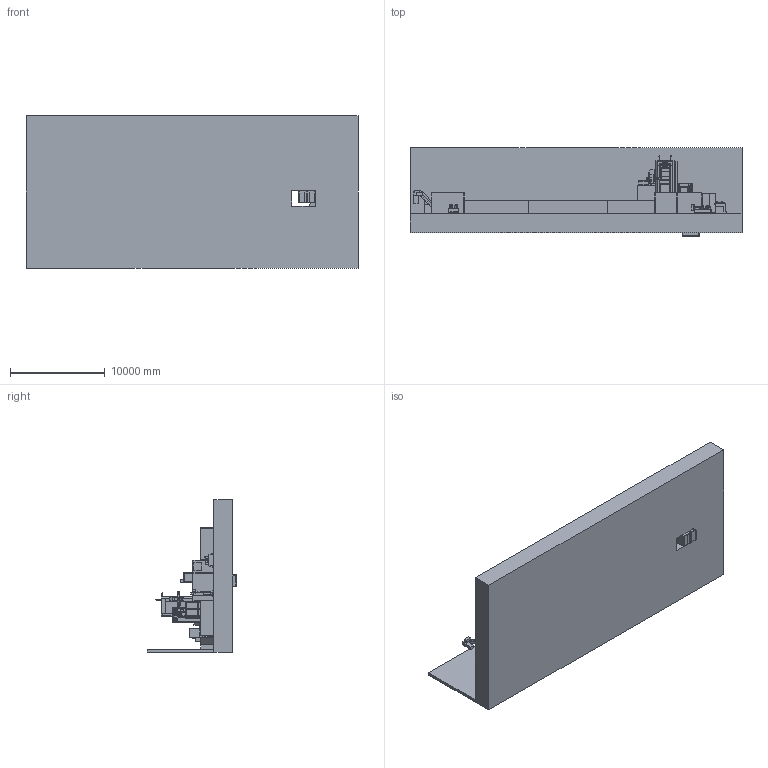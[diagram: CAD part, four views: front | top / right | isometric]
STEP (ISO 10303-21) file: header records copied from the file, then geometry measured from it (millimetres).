
FILE_DESCRIPTION (( 'STEP AP214' ), '1' );
FILE_NAME ('LAYOUT SPEEDMILL PMS V2.0.step', '2024-10-21T09:53:40', ( '' ), ( '' ), 'SwSTEP 2.0', 'SolidWorks 2023', '' );
FILE_SCHEMA (( 'AUTOMOTIVE_DESIGN' ));
Length unit declared in the file: millimetre
Products named in the file (46): S003085_Lato PO - Inf. 2-3; S003172; S003514_ISO 50 - RIPOSO; S003305; LAYOUT SPEEDMILL PMS V2.0; S002839_PROLUNGA (L=300); S003497_TM 120 - 130; S000047; S003303_DEFAULT; S002835_X=20000; S003484_NO CARTERATURA; S003489_MDD Z=1600; S002085; S002839_CARRINO (L=700); S003505_TM 5 RUOTE ISO 50; S002841; S002945_default; S001576_DEFAULT<A macchina>; S003085_Lato TM - Inf. 2-3 5R; S000887; S003174_Y=3500; S001769; S003502_TM 2R  H3050; S000885_L=895; S001560_3 (2+1) POSTI; S001726_SPEEDMILL 2000-3000; S003307_DEFAULT; S002727_INTERASSE=1000; S002121_CORSA V=0; B=0°; S002735_L=23000; S003353_RETE; S003527; S002726_ATC con utensili orizzontali; S002481_ANTE APERTE; S003512_MILLING - LUNGA; S003498_TM 120-130; S001725_DRW6 (A = 0°); S001767_CORSA V=1500; S003495_Y=3500; S002846_X=20000 ...
Assembly tree (45 placements, depth 4):
  LAYOUT SPEEDMILL PMS V2.0
    S003527
    S003532_X=MIN; Y=MIN; Z=MIN; W=MIN
      S002735_L=23000
      S002846_X=20000
      S002835_X=20000
      S002736_X=16000..30000
      S003545_Y=3500
      S002841
      S003495_Y=3500
      S002839_PROLUNGA (L=300)
      S002839_CARRINO (L=700)
      S003484_NO CARTERATURA
      S003489_MDD Z=1600
      S003505_TM 5 RUOTE ISO 50
      S003172
      S003502_TM 2R  H3050
      S003174_Y=3500
      S002740_PEDANA RITRATTA - PORTE CHIUSE
      S003085_Lato TM - Inf. 2-3 5R
      S003085_Lato PO - Inf. 2-3
      S003498_TM 120-130
        S003497_TM 120 - 130
      S003514_ISO 50 - RIPOSO
        S003512_MILLING - LUNGA
        S002726_ATC con utensili orizzontali
        S002727_INTERASSE=1000
    S001560_3 (2+1) POSTI
    S003305
    S003353_RETE
    S003303_DEFAULT
    S003307_DEFAULT
    S002121_CORSA V=0; B=0°
      S001767_CORSA V=1500
      S001769
      S001774_2000x2500 (PASSO CAVA = 200) SM. 250x250
    S002085
    S000047
    S002481_ANTE APERTE
    S003390
    S001576_DEFAULT<A macchina>
    S002945_default
    S001725_DRW6 (A = 0°)
      S001726_SPEEDMILL 2000-3000
      S000885_L=895
      S000887
Bounding box: 35040 x 9400 x 16101.5 mm (x, y, z)
Volume: 1122866869210.3 mm3; surface area: 3347129453.2 mm2
Topology: 502 solids, 502 shells, 8630 faces, 21079 edges, 13455 vertices
Faces by surface type: plane 5776, cylinder 2066, cone 459, torus 152, bspline 127, sphere 50
Entity records: 263087 total; most frequent: CARTESIAN_POINT 52504, DIRECTION 41973, ORIENTED_EDGE 41302, EDGE_CURVE 20651, VECTOR 15689, LINE 15689, VERTEX_POINT 13439, AXIS2_PLACEMENT_3D 13142
